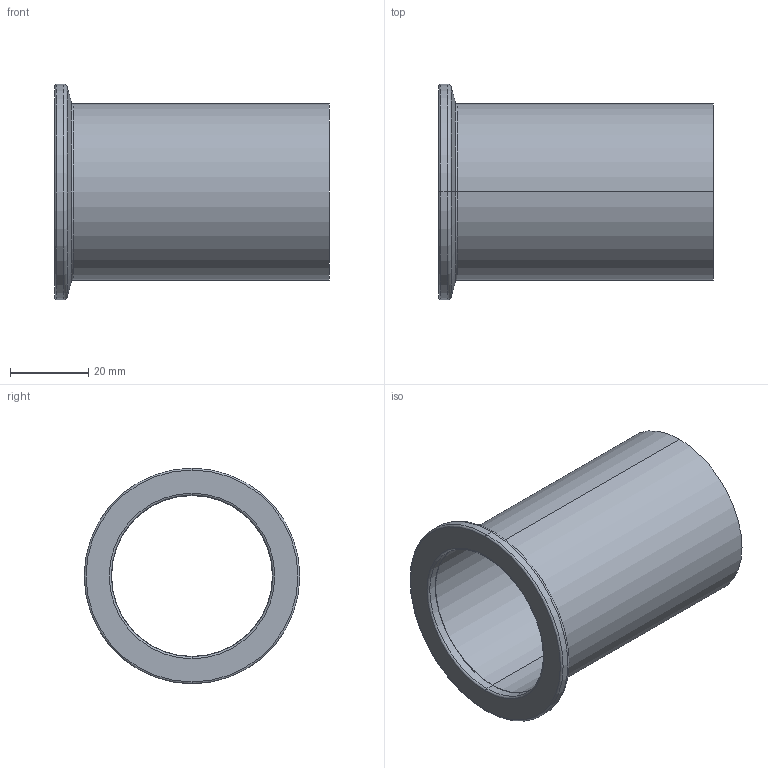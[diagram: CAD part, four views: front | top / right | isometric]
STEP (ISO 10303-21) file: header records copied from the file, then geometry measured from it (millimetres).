
FILE_DESCRIPTION (( 'STEP AP203' ), '1' );
FILE_NAME ('150605AG3.STEP', '2019-01-30T03:49:33', ( '' ), ( '' ), 'SwSTEP 2.0', 'SolidWorks 2018', '' );
FILE_SCHEMA (( 'CONFIG_CONTROL_DESIGN' ));
Length unit declared in the file: millimetre
Products named in the file (1): 150605AG3
Bounding box: 70 x 55 x 55 mm (x, y, z)
Volume: 21713.3 mm3; surface area: 20837.6 mm2
Topology: 1 solids, 1 shells, 21 faces, 42 edges, 24 vertices
Faces by surface type: torus 8, cylinder 8, plane 3, cone 2
Entity records: 633 total; most frequent: DIRECTION 118, CARTESIAN_POINT 88, ORIENTED_EDGE 84, AXIS2_PLACEMENT_3D 54, EDGE_CURVE 42, CIRCLE 32, VERTEX_POINT 24, EDGE_LOOP 24
